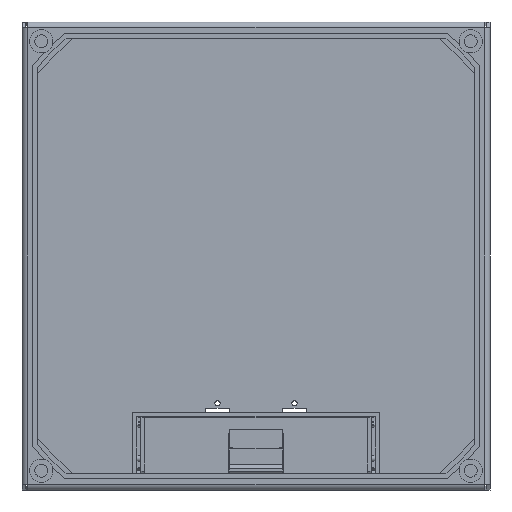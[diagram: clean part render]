
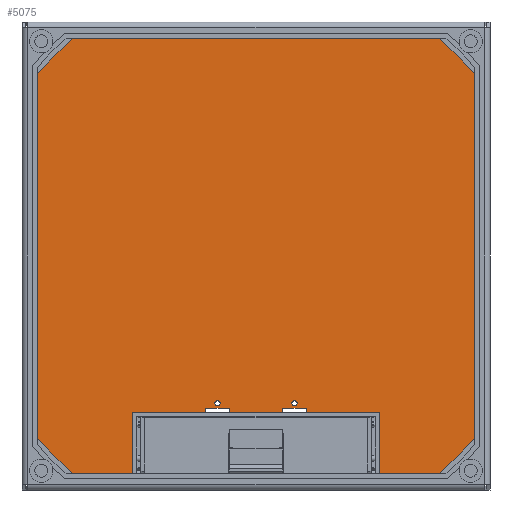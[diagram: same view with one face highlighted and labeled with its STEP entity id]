
A CAD part, front view. The second image highlights one B-rep face of the part: STEP entity #5075.
In plain terms, the highlighted planar face has unit normal (0, -1, 0).
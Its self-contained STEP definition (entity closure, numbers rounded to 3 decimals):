
#4012=DIRECTION('',(-1.,0.,0.));
#4013=VECTOR('',#4012,27.6);
#4014=CARTESIAN_POINT('',(13.8,0.,-81.3));
#4015=LINE('',#4014,#4013);
#4016=DIRECTION('',(-1.,0.,0.));
#4017=VECTOR('',#4016,37.95);
#4018=CARTESIAN_POINT('',(-26.2,0.,-81.3));
#4019=LINE('',#4018,#4017);
#4020=DIRECTION('',(0.,0.,-1.));
#4021=VECTOR('',#4020,33.2);
#4022=CARTESIAN_POINT('',(-64.15,0.,-81.3));
#4023=LINE('',#4022,#4021);
#4024=DIRECTION('',(0.,0.,-1.));
#4025=VECTOR('',#4024,1.);
#4026=CARTESIAN_POINT('',(-66.2,0.,-114.5));
#4027=LINE('',#4026,#4025);
#4028=DIRECTION('',(-1.,0.,0.));
#4029=VECTOR('',#4028,37.95);
#4030=CARTESIAN_POINT('',(64.15,0.,-81.3));
#4031=LINE('',#4030,#4029);
#4032=CARTESIAN_POINT('',(-20.,0.,-76.5));
#4033=DIRECTION('',(0.,-1.,0.));
#4034=DIRECTION('',(-1.,0.,0.));
#4035=AXIS2_PLACEMENT_3D('',#4032,#4033,#4034);
#4037=CARTESIAN_POINT('',(-20.,0.,-76.5));
#4038=DIRECTION('',(0.,-1.,0.));
#4039=DIRECTION('',(1.,0.,0.));
#4040=AXIS2_PLACEMENT_3D('',#4037,#4038,#4039);
#4042=CARTESIAN_POINT('',(20.,0.,-76.5));
#4043=DIRECTION('',(0.,-1.,0.));
#4044=DIRECTION('',(-1.,0.,0.));
#4045=AXIS2_PLACEMENT_3D('',#4042,#4043,#4044);
#4047=CARTESIAN_POINT('',(20.,0.,-76.5));
#4048=DIRECTION('',(0.,-1.,0.));
#4049=DIRECTION('',(1.,0.,0.));
#4050=AXIS2_PLACEMENT_3D('',#4047,#4048,#4049);
#4052=DIRECTION('',(0.,0.,-1.));
#4053=VECTOR('',#4052,2.2);
#4054=CARTESIAN_POINT('',(26.2,0.,-79.1));
#4055=LINE('',#4054,#4053);
#4072=DIRECTION('',(0.,0.,-1.));
#4073=VECTOR('',#4072,33.2);
#4074=CARTESIAN_POINT('',(64.15,0.,-81.3));
#4075=LINE('',#4074,#4073);
#4076=DIRECTION('',(1.,0.,0.));
#4077=VECTOR('',#4076,2.05);
#4078=CARTESIAN_POINT('',(64.15,0.,-114.5));
#4079=LINE('',#4078,#4077);
#4084=DIRECTION('',(0.,0.,-1.));
#4085=VECTOR('',#4084,1.);
#4086=CARTESIAN_POINT('',(66.2,0.,-114.5));
#4087=LINE('',#4086,#4085);
#4106=DIRECTION('',(1.,0.,0.));
#4107=VECTOR('',#4106,49.3);
#4108=CARTESIAN_POINT('',(66.2,0.,-115.5));
#4109=LINE('',#4108,#4107);
#4146=DIRECTION('',(0.,0.,1.));
#4147=VECTOR('',#4146,231.);
#4148=CARTESIAN_POINT('',(115.5,0.,-115.5));
#4149=LINE('',#4148,#4147);
#4352=DIRECTION('',(-1.,0.,0.));
#4353=VECTOR('',#4352,231.);
#4354=CARTESIAN_POINT('',(115.5,0.,115.5));
#4355=LINE('',#4354,#4353);
#4448=DIRECTION('',(0.,0.,-1.));
#4449=VECTOR('',#4448,231.);
#4450=CARTESIAN_POINT('',(-115.5,0.,115.5));
#4451=LINE('',#4450,#4449);
#4520=DIRECTION('',(1.,0.,0.));
#4521=VECTOR('',#4520,49.3);
#4522=CARTESIAN_POINT('',(-115.5,0.,-115.5));
#4523=LINE('',#4522,#4521);
#4546=DIRECTION('',(1.,0.,0.));
#4547=VECTOR('',#4546,2.05);
#4548=CARTESIAN_POINT('',(-66.2,0.,-114.5));
#4549=LINE('',#4548,#4547);
#4570=DIRECTION('',(0.,0.,1.));
#4571=VECTOR('',#4570,2.2);
#4572=CARTESIAN_POINT('',(-26.2,0.,-81.3));
#4573=LINE('',#4572,#4571);
#4578=DIRECTION('',(1.,0.,0.));
#4579=VECTOR('',#4578,12.4);
#4580=CARTESIAN_POINT('',(-26.2,0.,-79.1));
#4581=LINE('',#4580,#4579);
#4586=DIRECTION('',(0.,0.,-1.));
#4587=VECTOR('',#4586,2.2);
#4588=CARTESIAN_POINT('',(-13.8,0.,-79.1));
#4589=LINE('',#4588,#4587);
#4602=DIRECTION('',(0.,0.,1.));
#4603=VECTOR('',#4602,2.2);
#4604=CARTESIAN_POINT('',(13.8,0.,-81.3));
#4605=LINE('',#4604,#4603);
#4610=DIRECTION('',(1.,0.,0.));
#4611=VECTOR('',#4610,12.4);
#4612=CARTESIAN_POINT('',(13.8,0.,-79.1));
#4613=LINE('',#4612,#4611);
#4792=CARTESIAN_POINT('',(26.2,0.,-79.1));
#4793=CARTESIAN_POINT('',(26.2,0.,-81.3));
#4794=VERTEX_POINT('',#4792);
#4795=VERTEX_POINT('',#4793);
#4796=CARTESIAN_POINT('',(13.8,0.,-79.1));
#4797=VERTEX_POINT('',#4796);
#4798=CARTESIAN_POINT('',(13.8,0.,-81.3));
#4799=VERTEX_POINT('',#4798);
#4800=CARTESIAN_POINT('',(-13.8,0.,-81.3));
#4801=VERTEX_POINT('',#4800);
#4802=CARTESIAN_POINT('',(-13.8,0.,-79.1));
#4803=VERTEX_POINT('',#4802);
#4804=CARTESIAN_POINT('',(-26.2,0.,-79.1));
#4805=VERTEX_POINT('',#4804);
#4806=CARTESIAN_POINT('',(-26.2,0.,-81.3));
#4807=VERTEX_POINT('',#4806);
#4808=CARTESIAN_POINT('',(-64.15,0.,-81.3));
#4809=VERTEX_POINT('',#4808);
#4810=CARTESIAN_POINT('',(-64.15,0.,-114.5));
#4811=VERTEX_POINT('',#4810);
#4812=CARTESIAN_POINT('',(-66.2,0.,-114.5));
#4813=VERTEX_POINT('',#4812);
#4814=CARTESIAN_POINT('',(-66.2,0.,-115.5));
#4815=VERTEX_POINT('',#4814);
#4816=CARTESIAN_POINT('',(-115.5,0.,-115.5));
#4817=VERTEX_POINT('',#4816);
#4818=CARTESIAN_POINT('',(-115.5,0.,115.5));
#4819=VERTEX_POINT('',#4818);
#4820=CARTESIAN_POINT('',(115.5,0.,115.5));
#4821=VERTEX_POINT('',#4820);
#4822=CARTESIAN_POINT('',(115.5,0.,-115.5));
#4823=VERTEX_POINT('',#4822);
#4824=CARTESIAN_POINT('',(66.2,0.,-115.5));
#4825=VERTEX_POINT('',#4824);
#4826=CARTESIAN_POINT('',(66.2,0.,-114.5));
#4827=VERTEX_POINT('',#4826);
#4828=CARTESIAN_POINT('',(64.15,0.,-114.5));
#4829=VERTEX_POINT('',#4828);
#4830=CARTESIAN_POINT('',(64.15,0.,-81.3));
#4831=VERTEX_POINT('',#4830);
#4832=CARTESIAN_POINT('',(-21.35,0.,-76.5));
#4833=CARTESIAN_POINT('',(-18.65,0.,-76.5));
#4834=VERTEX_POINT('',#4832);
#4835=VERTEX_POINT('',#4833);
#4836=CARTESIAN_POINT('',(18.65,0.,-76.5));
#4837=CARTESIAN_POINT('',(21.35,0.,-76.5));
#4838=VERTEX_POINT('',#4836);
#4839=VERTEX_POINT('',#4837);
#5016=CARTESIAN_POINT('',(0.,0.,0.));
#5017=DIRECTION('',(0.,1.,0.));
#5018=DIRECTION('',(1.,0.,0.));
#5019=AXIS2_PLACEMENT_3D('',#5016,#5017,#5018);
#5020=PLANE('',#5019);
#5022=ORIENTED_EDGE('',*,*,#5021,.F.);
#5024=ORIENTED_EDGE('',*,*,#5023,.F.);
#5026=ORIENTED_EDGE('',*,*,#5025,.F.);
#5028=ORIENTED_EDGE('',*,*,#5027,.T.);
#5030=ORIENTED_EDGE('',*,*,#5029,.F.);
#5032=ORIENTED_EDGE('',*,*,#5031,.F.);
#5034=ORIENTED_EDGE('',*,*,#5033,.F.);
#5036=ORIENTED_EDGE('',*,*,#5035,.T.);
#5038=ORIENTED_EDGE('',*,*,#5037,.T.);
#5040=ORIENTED_EDGE('',*,*,#5039,.F.);
#5042=ORIENTED_EDGE('',*,*,#5041,.T.);
#5044=ORIENTED_EDGE('',*,*,#5043,.F.);
#5046=ORIENTED_EDGE('',*,*,#5045,.F.);
#5048=ORIENTED_EDGE('',*,*,#5047,.F.);
#5050=ORIENTED_EDGE('',*,*,#5049,.F.);
#5052=ORIENTED_EDGE('',*,*,#5051,.F.);
#5054=ORIENTED_EDGE('',*,*,#5053,.F.);
#5056=ORIENTED_EDGE('',*,*,#5055,.F.);
#5058=ORIENTED_EDGE('',*,*,#5057,.F.);
#5060=ORIENTED_EDGE('',*,*,#5059,.T.);
#5061=EDGE_LOOP('',(#5022,#5024,#5026,#5028,#5030,#5032,#5034,#5036,#5038,#5040,
#5042,#5044,#5046,#5048,#5050,#5052,#5054,#5056,#5058,#5060));
#5062=FACE_OUTER_BOUND('',#5061,.F.);
#5064=ORIENTED_EDGE('',*,*,#5063,.T.);
#5066=ORIENTED_EDGE('',*,*,#5065,.T.);
#5067=EDGE_LOOP('',(#5064,#5066));
#5068=FACE_BOUND('',#5067,.F.);
#5070=ORIENTED_EDGE('',*,*,#5069,.T.);
#5072=ORIENTED_EDGE('',*,*,#5071,.T.);
#5073=EDGE_LOOP('',(#5070,#5072));
#5074=FACE_BOUND('',#5073,.F.);
#4036=CIRCLE('',#4035,1.35);
#4041=CIRCLE('',#4040,1.35);
#4046=CIRCLE('',#4045,1.35);
#4051=CIRCLE('',#4050,1.35);
#5021=EDGE_CURVE('',#4794,#4795,#4055,.T.);
#5023=EDGE_CURVE('',#4797,#4794,#4613,.T.);
#5025=EDGE_CURVE('',#4799,#4797,#4605,.T.);
#5027=EDGE_CURVE('',#4799,#4801,#4015,.T.);
#5029=EDGE_CURVE('',#4803,#4801,#4589,.T.);
#5031=EDGE_CURVE('',#4805,#4803,#4581,.T.);
#5033=EDGE_CURVE('',#4807,#4805,#4573,.T.);
#5035=EDGE_CURVE('',#4807,#4809,#4019,.T.);
#5037=EDGE_CURVE('',#4809,#4811,#4023,.T.);
#5039=EDGE_CURVE('',#4813,#4811,#4549,.T.);
#5041=EDGE_CURVE('',#4813,#4815,#4027,.T.);
#5043=EDGE_CURVE('',#4817,#4815,#4523,.T.);
#5045=EDGE_CURVE('',#4819,#4817,#4451,.T.);
#5047=EDGE_CURVE('',#4821,#4819,#4355,.T.);
#5049=EDGE_CURVE('',#4823,#4821,#4149,.T.);
#5051=EDGE_CURVE('',#4825,#4823,#4109,.T.);
#5053=EDGE_CURVE('',#4827,#4825,#4087,.T.);
#5055=EDGE_CURVE('',#4829,#4827,#4079,.T.);
#5057=EDGE_CURVE('',#4831,#4829,#4075,.T.);
#5059=EDGE_CURVE('',#4831,#4795,#4031,.T.);
#5063=EDGE_CURVE('',#4834,#4835,#4036,.T.);
#5065=EDGE_CURVE('',#4835,#4834,#4041,.T.);
#5069=EDGE_CURVE('',#4838,#4839,#4046,.T.);
#5071=EDGE_CURVE('',#4839,#4838,#4051,.T.);
#5075=ADVANCED_FACE('',(#5062,#5068,#5074),#5020,.F.);
